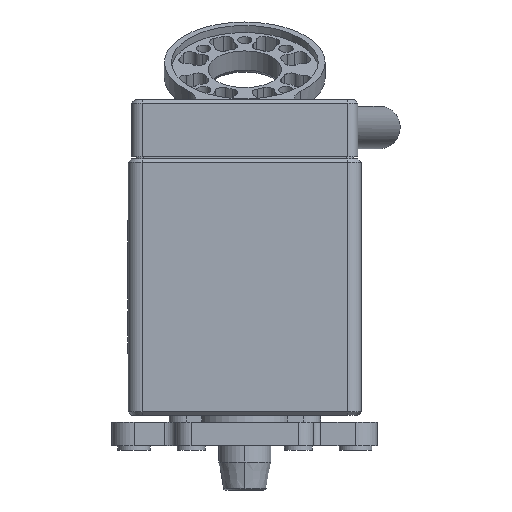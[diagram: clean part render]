
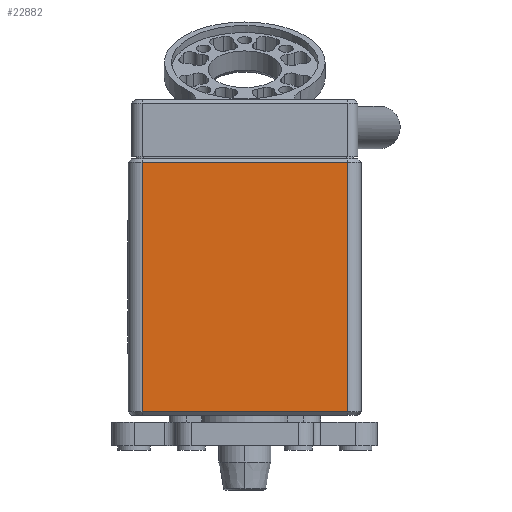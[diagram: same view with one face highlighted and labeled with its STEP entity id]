
A CAD part, front view. The second image highlights one B-rep face of the part: STEP entity #22882.
In plain terms, the highlighted planar face has unit normal (0, -1, 0).
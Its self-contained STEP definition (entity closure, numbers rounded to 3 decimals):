
#5782 = CARTESIAN_POINT ( 'NONE',  ( -44., -50., 1.5 ) ) ;
#9783 = EDGE_CURVE ( 'NONE', #55468, #71588, #98655, .T. ) ;
#11186 = DIRECTION ( 'NONE',  ( 1., 0., 0. ) ) ;
#13497 = CARTESIAN_POINT ( 'NONE',  ( 44., -50., 108.5 ) ) ;
#16991 = CARTESIAN_POINT ( 'NONE',  ( -50., -50., 110. ) ) ;
#22882 = ADVANCED_FACE ( 'NONE', ( #129188 ), #107025, .F. ) ;
#25773 = CARTESIAN_POINT ( 'NONE',  ( -44., -50., 108.5 ) ) ;
#28166 = ORIENTED_EDGE ( 'NONE', *, *, #117487, .T. ) ;
#32114 = CARTESIAN_POINT ( 'NONE',  ( 44., -50., 1.5 ) ) ;
#33335 = LINE ( 'NONE', #47982, #77541 ) ;
#37216 = EDGE_CURVE ( 'NONE', #64544, #55468, #33335, .T. ) ;
#41018 = VERTEX_POINT ( 'NONE', #13497 ) ;
#43370 = ORIENTED_EDGE ( 'NONE', *, *, #37216, .T. ) ;
#46219 = CARTESIAN_POINT ( 'NONE',  ( -50., -50., 108.5 ) ) ;
#47171 = DIRECTION ( 'NONE',  ( 0., 0., -1. ) ) ;
#47977 = CARTESIAN_POINT ( 'NONE',  ( 44., -50., 1.5 ) ) ;
#47982 = CARTESIAN_POINT ( 'NONE',  ( -44., -50., 110. ) ) ;
#55468 = VERTEX_POINT ( 'NONE', #5782 ) ;
#64544 = VERTEX_POINT ( 'NONE', #25773 ) ;
#71555 = DIRECTION ( 'NONE',  ( -1., 0., 0. ) ) ;
#71588 = VERTEX_POINT ( 'NONE', #32114 ) ;
#72417 = VECTOR ( 'NONE', #11186, 1000. ) ;
#77541 = VECTOR ( 'NONE', #47171, 1000. ) ;
#90678 = DIRECTION ( 'NONE',  ( 0., 0., 1. ) ) ;
#98655 = LINE ( 'NONE', #47977, #72417 ) ;
#99023 = VECTOR ( 'NONE', #154360, 1000. ) ;
#104402 = CARTESIAN_POINT ( 'NONE',  ( 44., -50., 110. ) ) ;
#107025 = PLANE ( 'NONE',  #121529 ) ;
#116660 = LINE ( 'NONE', #104402, #99023 ) ;
#117487 = EDGE_CURVE ( 'NONE', #41018, #64544, #160041, .T. ) ;
#121529 = AXIS2_PLACEMENT_3D ( 'NONE', #16991, #157007, #90678 ) ;
#128720 = EDGE_LOOP ( 'NONE', ( #149751, #28166, #43370, #152218 ) ) ;
#129188 = FACE_OUTER_BOUND ( 'NONE', #128720, .T. ) ;
#144817 = VECTOR ( 'NONE', #71555, 1000. ) ;
#149751 = ORIENTED_EDGE ( 'NONE', *, *, #152997, .T. ) ;
#152218 = ORIENTED_EDGE ( 'NONE', *, *, #9783, .T. ) ;
#152997 = EDGE_CURVE ( 'NONE', #71588, #41018, #116660, .T. ) ;
#154360 = DIRECTION ( 'NONE',  ( 0., 0., 1. ) ) ;
#157007 = DIRECTION ( 'NONE',  ( 0., 1., 0. ) ) ;
#160041 = LINE ( 'NONE', #46219, #144817 ) ;
